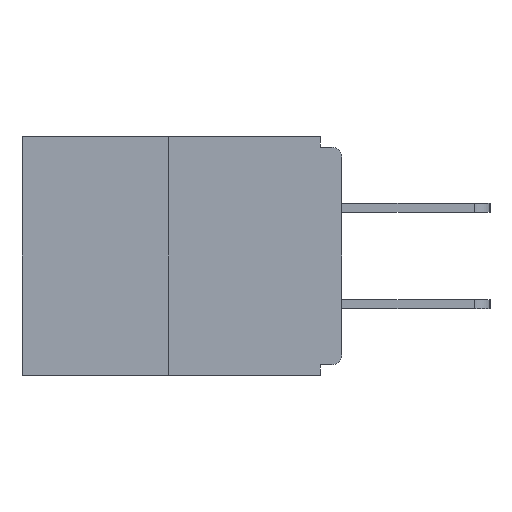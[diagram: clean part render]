
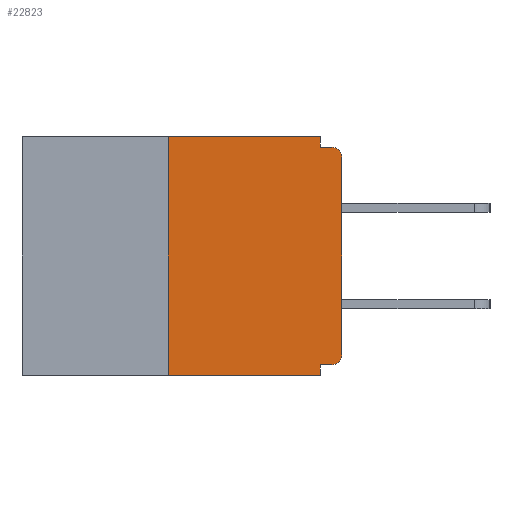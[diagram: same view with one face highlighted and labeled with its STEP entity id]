
A CAD part, left-side view. The second image highlights one B-rep face of the part: STEP entity #22823.
In plain terms, the highlighted planar face has unit normal (-1, 0, 0).
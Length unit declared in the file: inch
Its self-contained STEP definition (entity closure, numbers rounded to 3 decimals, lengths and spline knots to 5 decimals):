
#444 = EDGE_CURVE ( 'NONE', #24804, #5898, #25746, .T. ) ;
#452 = CARTESIAN_POINT ( 'NONE',  ( 0., 0., -0.313 ) ) ;
#506 = DIRECTION ( 'NONE',  ( 0., 0., 1. ) ) ;
#553 = CIRCLE ( 'NONE', #5897, 0.015 ) ;
#881 = DIRECTION ( 'NONE',  ( 0., -1., 0. ) ) ;
#899 = EDGE_CURVE ( 'NONE', #18021, #7396, #19327, .T. ) ;
#1038 = FACE_OUTER_BOUND ( 'NONE', #7495, .T. ) ;
#1229 = DIRECTION ( 'NONE',  ( 0., 0., -1. ) ) ;
#1796 = CARTESIAN_POINT ( 'NONE',  ( 0., 0.015, -0.03 ) ) ;
#2737 = EDGE_CURVE ( 'NONE', #24804, #16090, #9256, .T. ) ;
#2878 = DIRECTION ( 'NONE',  ( 0., 0., -1. ) ) ;
#3501 = CARTESIAN_POINT ( 'NONE',  ( 0., 0.031, 0. ) ) ;
#4032 = CARTESIAN_POINT ( 'NONE',  ( 0., 0.015, -0.015 ) ) ;
#4352 = CARTESIAN_POINT ( 'NONE',  ( 0., 0., -0.015 ) ) ;
#4467 = VERTEX_POINT ( 'NONE', #27102 ) ;
#4521 = VERTEX_POINT ( 'NONE', #9523 ) ;
#4877 = LINE ( 'NONE', #14707, #16973 ) ;
#5313 = CARTESIAN_POINT ( 'NONE',  ( 0., 0.25, 0. ) ) ;
#5897 = AXIS2_PLACEMENT_3D ( 'NONE', #1796, #21961, #28701 ) ;
#5898 = VERTEX_POINT ( 'NONE', #9273 ) ;
#6249 = DIRECTION ( 'NONE',  ( 0., 0., -1. ) ) ;
#6637 = EDGE_CURVE ( 'NONE', #16090, #4521, #11191, .T. ) ;
#6791 = DIRECTION ( 'NONE',  ( -1., 0., 0. ) ) ;
#6944 = EDGE_CURVE ( 'NONE', #4521, #11166, #553, .T. ) ;
#7245 = VECTOR ( 'NONE', #6249, 39.37008 ) ;
#7396 = VERTEX_POINT ( 'NONE', #8122 ) ;
#7495 = EDGE_LOOP ( 'NONE', ( #9899, #9885, #8615, #11311, #22868, #14043, #9378, #12566, #9202, #11421 ) ) ;
#7553 = LINE ( 'NONE', #18501, #12524 ) ;
#7592 = VERTEX_POINT ( 'NONE', #20124 ) ;
#7717 = VERTEX_POINT ( 'NONE', #25074 ) ;
#8122 = CARTESIAN_POINT ( 'NONE',  ( 0., 0.031, -0.015 ) ) ;
#8471 = EDGE_CURVE ( 'NONE', #7592, #18021, #7553, .T. ) ;
#8472 = AXIS2_PLACEMENT_3D ( 'NONE', #12643, #23960, #1229 ) ;
#8526 = LINE ( 'NONE', #4352, #19898 ) ;
#8615 = ORIENTED_EDGE ( 'NONE', *, *, #24254, .T. ) ;
#8932 = DIRECTION ( 'NONE',  ( 0., -1., 0. ) ) ;
#8942 = DIRECTION ( 'NONE',  ( 0., 1., 0. ) ) ;
#9140 = CARTESIAN_POINT ( 'NONE',  ( 0., 0., -0.328 ) ) ;
#9202 = ORIENTED_EDGE ( 'NONE', *, *, #15232, .F. ) ;
#9256 = CIRCLE ( 'NONE', #23246, 0.015 ) ;
#9273 = CARTESIAN_POINT ( 'NONE',  ( 0., 0.031, -0.328 ) ) ;
#9378 = ORIENTED_EDGE ( 'NONE', *, *, #6637, .T. ) ;
#9441 = EDGE_CURVE ( 'NONE', #4467, #7592, #23383, .T. ) ;
#9501 = VECTOR ( 'NONE', #21213, 39.37008 ) ;
#9523 = CARTESIAN_POINT ( 'NONE',  ( 0., 0., -0.03 ) ) ;
#9885 = ORIENTED_EDGE ( 'NONE', *, *, #9441, .F. ) ;
#9899 = ORIENTED_EDGE ( 'NONE', *, *, #8471, .F. ) ;
#11166 = VERTEX_POINT ( 'NONE', #4032 ) ;
#11191 = LINE ( 'NONE', #18783, #22585 ) ;
#11311 = ORIENTED_EDGE ( 'NONE', *, *, #13308, .F. ) ;
#11357 = CARTESIAN_POINT ( 'NONE',  ( 0., 0.015, -0.313 ) ) ;
#11421 = ORIENTED_EDGE ( 'NONE', *, *, #899, .F. ) ;
#12524 = VECTOR ( 'NONE', #18876, 39.37008 ) ;
#12566 = ORIENTED_EDGE ( 'NONE', *, *, #6944, .T. ) ;
#12643 = CARTESIAN_POINT ( 'NONE',  ( 0., 0.46, 0. ) ) ;
#12979 = VECTOR ( 'NONE', #8942, 39.37008 ) ;
#13308 = EDGE_CURVE ( 'NONE', #5898, #7717, #20677, .T. ) ;
#14043 = ORIENTED_EDGE ( 'NONE', *, *, #2737, .T. ) ;
#14707 = CARTESIAN_POINT ( 'NONE',  ( 0., 0.46, -0.343 ) ) ;
#15232 = EDGE_CURVE ( 'NONE', #7396, #11166, #8526, .T. ) ;
#16090 = VERTEX_POINT ( 'NONE', #452 ) ;
#16973 = VECTOR ( 'NONE', #881, 39.37008 ) ;
#17142 = VECTOR ( 'NONE', #2878, 39.37008 ) ;
#17218 = PLANE ( 'NONE',  #8472 ) ;
#18021 = VERTEX_POINT ( 'NONE', #3501 ) ;
#18501 = CARTESIAN_POINT ( 'NONE',  ( 0., 0.46, 0. ) ) ;
#18783 = CARTESIAN_POINT ( 'NONE',  ( 0., 0., 0. ) ) ;
#18876 = DIRECTION ( 'NONE',  ( 0., -1., 0. ) ) ;
#19327 = LINE ( 'NONE', #29178, #7245 ) ;
#19898 = VECTOR ( 'NONE', #8932, 39.37008 ) ;
#20124 = CARTESIAN_POINT ( 'NONE',  ( 0., 0.25, 0. ) ) ;
#20677 = LINE ( 'NONE', #25518, #17142 ) ;
#20816 = CARTESIAN_POINT ( 'NONE',  ( 0., 0.015, -0.328 ) ) ;
#21213 = DIRECTION ( 'NONE',  ( 0., 0., 1. ) ) ;
#21961 = DIRECTION ( 'NONE',  ( -1., 0., 0. ) ) ;
#22585 = VECTOR ( 'NONE', #506, 39.37008 ) ;
#22823 = ADVANCED_FACE ( 'NONE', ( #1038 ), #17218, .F. ) ;
#22868 = ORIENTED_EDGE ( 'NONE', *, *, #444, .F. ) ;
#23246 = AXIS2_PLACEMENT_3D ( 'NONE', #11357, #6791, #24669 ) ;
#23383 = LINE ( 'NONE', #5313, #9501 ) ;
#23960 = DIRECTION ( 'NONE',  ( 1., 0., 0. ) ) ;
#24254 = EDGE_CURVE ( 'NONE', #4467, #7717, #4877, .T. ) ;
#24669 = DIRECTION ( 'NONE',  ( 0., 0., -1. ) ) ;
#24804 = VERTEX_POINT ( 'NONE', #20816 ) ;
#25074 = CARTESIAN_POINT ( 'NONE',  ( 0., 0.031, -0.343 ) ) ;
#25518 = CARTESIAN_POINT ( 'NONE',  ( 0., 0.031, -0.343 ) ) ;
#25746 = LINE ( 'NONE', #9140, #12979 ) ;
#27102 = CARTESIAN_POINT ( 'NONE',  ( 0., 0.25, -0.343 ) ) ;
#28701 = DIRECTION ( 'NONE',  ( 0., 0., -1. ) ) ;
#29178 = CARTESIAN_POINT ( 'NONE',  ( 0., 0.031, 0. ) ) ;
